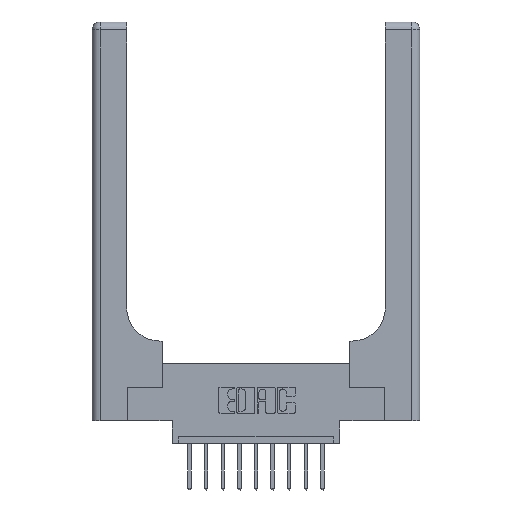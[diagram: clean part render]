
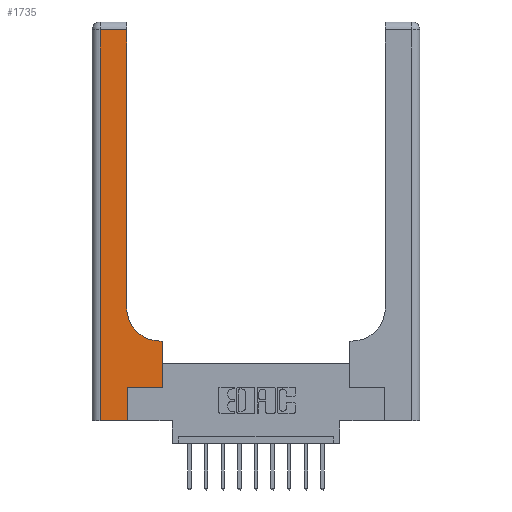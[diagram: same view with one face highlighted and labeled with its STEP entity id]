
A CAD part, top view. The second image highlights one B-rep face of the part: STEP entity #1735.
In plain terms, the highlighted planar face has unit normal (0, 0, 1).
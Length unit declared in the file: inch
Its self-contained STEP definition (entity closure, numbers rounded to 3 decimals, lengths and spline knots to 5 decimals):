
#379 = CARTESIAN_POINT ( 'NONE',  ( 0.26, 3., 0.37 ) ) ;
#392 = CARTESIAN_POINT ( 'NONE',  ( 0.26, 0.6, 0.37 ) ) ;
#1735 = ADVANCED_FACE ( 'NONE', ( #2025 ), #12673, .F. ) ;
#1745 = DIRECTION ( 'NONE',  ( -1., 0., 0. ) ) ;
#2025 = FACE_OUTER_BOUND ( 'NONE', #6962, .T. ) ;
#2077 = VERTEX_POINT ( 'NONE', #4224 ) ;
#2247 = ORIENTED_EDGE ( 'NONE', *, *, #13050, .T. ) ;
#2843 = ORIENTED_EDGE ( 'NONE', *, *, #5702, .T. ) ;
#2893 = EDGE_CURVE ( 'NONE', #5605, #4913, #11328, .T. ) ;
#3035 = CARTESIAN_POINT ( 'NONE',  ( 0.26, 2.94, 0.37 ) ) ;
#3101 = EDGE_CURVE ( 'NONE', #7234, #3138, #5048, .T. ) ;
#3138 = VERTEX_POINT ( 'NONE', #13555 ) ;
#3585 = ORIENTED_EDGE ( 'NONE', *, *, #14363, .T. ) ;
#4089 = CARTESIAN_POINT ( 'NONE',  ( 0.06, 2.94, 0.37 ) ) ;
#4162 = DIRECTION ( 'NONE',  ( 0., 0., -1. ) ) ;
#4224 = CARTESIAN_POINT ( 'NONE',  ( 0.51, 0.6, 0.37 ) ) ;
#4504 = VERTEX_POINT ( 'NONE', #4089 ) ;
#4913 = VERTEX_POINT ( 'NONE', #3035 ) ;
#5048 = LINE ( 'NONE', #7154, #15243 ) ;
#5295 = CARTESIAN_POINT ( 'NONE',  ( 0., 3., 0.37 ) ) ;
#5476 = ORIENTED_EDGE ( 'NONE', *, *, #3101, .T. ) ;
#5605 = VERTEX_POINT ( 'NONE', #13558 ) ;
#5628 = CARTESIAN_POINT ( 'NONE',  ( 0.265, 0., 0.37 ) ) ;
#5667 = VERTEX_POINT ( 'NONE', #13406 ) ;
#5702 = EDGE_CURVE ( 'NONE', #11554, #5667, #11968, .T. ) ;
#5748 = ORIENTED_EDGE ( 'NONE', *, *, #11437, .T. ) ;
#5750 = CIRCLE ( 'NONE', #7296, 0.25 ) ;
#5868 = DIRECTION ( 'NONE',  ( 1., 0., 0. ) ) ;
#5911 = VERTEX_POINT ( 'NONE', #10494 ) ;
#6538 = VECTOR ( 'NONE', #11220, 39.37008 ) ;
#6552 = DIRECTION ( 'NONE',  ( 0., 0., -1. ) ) ;
#6656 = VECTOR ( 'NONE', #5868, 39.37008 ) ;
#6677 = ORIENTED_EDGE ( 'NONE', *, *, #9383, .T. ) ;
#6962 = EDGE_LOOP ( 'NONE', ( #10787, #6677, #7037, #2843, #5748, #15002, #5476, #2247, #3585 ) ) ;
#7037 = ORIENTED_EDGE ( 'NONE', *, *, #7977, .T. ) ;
#7154 = CARTESIAN_POINT ( 'NONE',  ( 0.528, 0.25, 0.37 ) ) ;
#7234 = VERTEX_POINT ( 'NONE', #9845 ) ;
#7296 = AXIS2_PLACEMENT_3D ( 'NONE', #13842, #6552, #8947 ) ;
#7392 = DIRECTION ( 'NONE',  ( 0., 1., 0. ) ) ;
#7614 = AXIS2_PLACEMENT_3D ( 'NONE', #5295, #4162, #8017 ) ;
#7625 = CARTESIAN_POINT ( 'NONE',  ( 0.265, 0.25, 0.37 ) ) ;
#7730 = VECTOR ( 'NONE', #10871, 39.37008 ) ;
#7977 = EDGE_CURVE ( 'NONE', #4504, #11554, #14303, .T. ) ;
#8017 = DIRECTION ( 'NONE',  ( -1., 0., 0. ) ) ;
#8127 = DIRECTION ( 'NONE',  ( 0., 1., 0. ) ) ;
#8203 = LINE ( 'NONE', #5628, #12648 ) ;
#8472 = CARTESIAN_POINT ( 'NONE',  ( 0., 2.94, 0.37 ) ) ;
#8947 = DIRECTION ( 'NONE',  ( 1., 0., 0. ) ) ;
#9383 = EDGE_CURVE ( 'NONE', #4913, #4504, #14703, .T. ) ;
#9655 = DIRECTION ( 'NONE',  ( 0., -1., 0. ) ) ;
#9845 = CARTESIAN_POINT ( 'NONE',  ( 0.528, 0.25, 0.37 ) ) ;
#10494 = CARTESIAN_POINT ( 'NONE',  ( 0.265, 0.25, 0.37 ) ) ;
#10787 = ORIENTED_EDGE ( 'NONE', *, *, #2893, .T. ) ;
#10871 = DIRECTION ( 'NONE',  ( -1., 0., 0. ) ) ;
#11220 = DIRECTION ( 'NONE',  ( 1., 0., 0. ) ) ;
#11328 = LINE ( 'NONE', #379, #11480 ) ;
#11437 = EDGE_CURVE ( 'NONE', #5667, #5911, #8203, .T. ) ;
#11480 = VECTOR ( 'NONE', #12533, 39.37008 ) ;
#11554 = VERTEX_POINT ( 'NONE', #13413 ) ;
#11968 = LINE ( 'NONE', #13328, #6656 ) ;
#12442 = CARTESIAN_POINT ( 'NONE',  ( 0.06, 3., 0.37 ) ) ;
#12533 = DIRECTION ( 'NONE',  ( 0., 1., 0. ) ) ;
#12648 = VECTOR ( 'NONE', #8127, 39.37008 ) ;
#12673 = PLANE ( 'NONE',  #7614 ) ;
#12826 = LINE ( 'NONE', #7625, #6538 ) ;
#13050 = EDGE_CURVE ( 'NONE', #3138, #2077, #14053, .T. ) ;
#13200 = VECTOR ( 'NONE', #1745, 39.37008 ) ;
#13328 = CARTESIAN_POINT ( 'NONE',  ( 0., 0., 0.37 ) ) ;
#13406 = CARTESIAN_POINT ( 'NONE',  ( 0.265, 0., 0.37 ) ) ;
#13413 = CARTESIAN_POINT ( 'NONE',  ( 0.06, 0., 0.37 ) ) ;
#13555 = CARTESIAN_POINT ( 'NONE',  ( 0.528, 0.6, 0.37 ) ) ;
#13558 = CARTESIAN_POINT ( 'NONE',  ( 0.26, 0.85, 0.37 ) ) ;
#13842 = CARTESIAN_POINT ( 'NONE',  ( 0.51, 0.85, 0.37 ) ) ;
#14053 = LINE ( 'NONE', #392, #13200 ) ;
#14099 = VECTOR ( 'NONE', #9655, 39.37008 ) ;
#14303 = LINE ( 'NONE', #12442, #14099 ) ;
#14363 = EDGE_CURVE ( 'NONE', #2077, #5605, #5750, .T. ) ;
#14703 = LINE ( 'NONE', #8472, #7730 ) ;
#15002 = ORIENTED_EDGE ( 'NONE', *, *, #15149, .T. ) ;
#15149 = EDGE_CURVE ( 'NONE', #5911, #7234, #12826, .T. ) ;
#15243 = VECTOR ( 'NONE', #7392, 39.37008 ) ;
